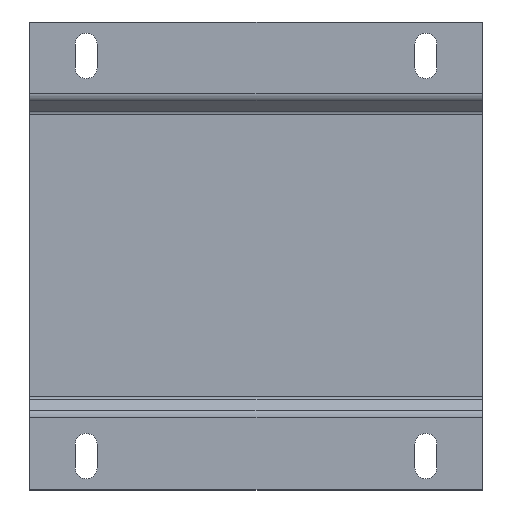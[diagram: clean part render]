
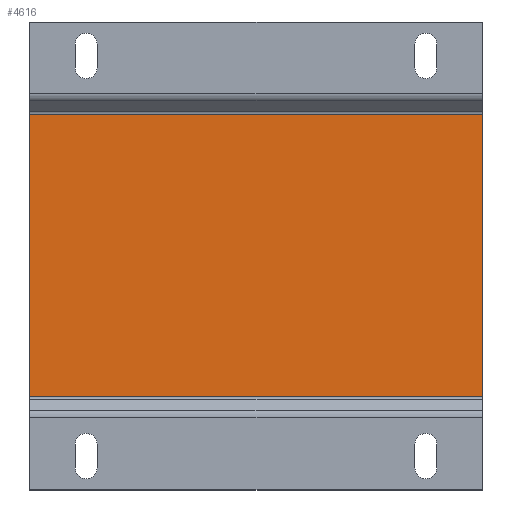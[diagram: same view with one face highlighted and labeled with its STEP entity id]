
A CAD part, front view. The second image highlights one B-rep face of the part: STEP entity #4616.
In plain terms, the highlighted planar face has unit normal (0, -1, 0).
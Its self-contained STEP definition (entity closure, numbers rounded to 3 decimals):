
#120 = CARTESIAN_POINT ( 'NONE',  ( -60., -51.5, -37.234 ) ) ;
#179 = CARTESIAN_POINT ( 'NONE',  ( 0., -51.5, 37.594 ) ) ;
#305 = DIRECTION ( 'NONE',  ( -1., 0., 0. ) ) ;
#354 = EDGE_CURVE ( 'Defeature ausgef�hrt1_91+Defeature ausgef�hrt1_92+Defeature ausgef�hrt1_97+Defeature ausgef�hrt1_110', #2876, #8443, #893, .T. ) ;
#365 = LINE ( 'NONE', #5422, #4091 ) ;
#802 = VERTEX_POINT ( 'NONE', #2243 ) ;
#893 = LINE ( 'NONE', #7428, #3050 ) ;
#1443 = EDGE_LOOP ( 'NONE', ( #8421, #4298, #9212, #7944 ) ) ;
#1799 = PLANE ( 'NONE',  #2964 ) ;
#2243 = CARTESIAN_POINT ( 'NONE',  ( -60., -51.5, 37.594 ) ) ;
#2287 = LINE ( 'NONE', #3445, #9208 ) ;
#2507 = DIRECTION ( 'NONE',  ( 0., 0., 1. ) ) ;
#2517 = LINE ( 'NONE', #179, #5134 ) ;
#2876 = VERTEX_POINT ( 'NONE', #4551 ) ;
#2964 = AXIS2_PLACEMENT_3D ( 'NONE', #6099, #8392, #2507 ) ;
#3050 = VECTOR ( 'NONE', #3066, 1000. ) ;
#3066 = DIRECTION ( 'NONE',  ( 0., 0., -1. ) ) ;
#3218 = FACE_OUTER_BOUND ( 'NONE', #1443, .T. ) ;
#3394 = CARTESIAN_POINT ( 'NONE',  ( 60., -51.5, -37.234 ) ) ;
#3445 = CARTESIAN_POINT ( 'NONE',  ( 0., -51.5, -37.234 ) ) ;
#4091 = VECTOR ( 'NONE', #9132, 1000. ) ;
#4177 = VERTEX_POINT ( 'NONE', #120 ) ;
#4298 = ORIENTED_EDGE ( 'NONE', *, *, #354, .F. ) ;
#4551 = CARTESIAN_POINT ( 'NONE',  ( 60., -51.5, 37.594 ) ) ;
#4616 = ADVANCED_FACE ( 'Defeature ausgef�hrt1_92', ( #3218 ), #1799, .F. ) ;
#5134 = VECTOR ( 'NONE', #305, 1000. ) ;
#5338 = EDGE_CURVE ( 'Defeature ausgef�hrt1_89+Defeature ausgef�hrt1_92+Defeature ausgef�hrt1_111+Defeature ausgef�hrt1_98', #4177, #802, #365, .T. ) ;
#5422 = CARTESIAN_POINT ( 'NONE',  ( -60., -51.5, -62. ) ) ;
#6099 = CARTESIAN_POINT ( 'NONE',  ( 0., -51.5, 0. ) ) ;
#7428 = CARTESIAN_POINT ( 'NONE',  ( 60., -51.5, -62. ) ) ;
#7944 = ORIENTED_EDGE ( 'NONE', *, *, #5338, .F. ) ;
#8247 = EDGE_CURVE ( 'Defeature ausgef�hrt1_92+Defeature ausgef�hrt1_99+Defeature ausgef�hrt1_91+Defeature ausgef�hrt1_89', #2876, #802, #2517, .T. ) ;
#8392 = DIRECTION ( 'NONE',  ( 0., 1., 0. ) ) ;
#8421 = ORIENTED_EDGE ( 'NONE', *, *, #9042, .F. ) ;
#8443 = VERTEX_POINT ( 'NONE', #3394 ) ;
#8500 = DIRECTION ( 'NONE',  ( -1., 0., 0. ) ) ;
#9042 = EDGE_CURVE ( 'Defeature ausgef�hrt1_112+Defeature ausgef�hrt1_92+Defeature ausgef�hrt1_110+Defeature ausgef�hrt1_111', #8443, #4177, #2287, .T. ) ;
#9132 = DIRECTION ( 'NONE',  ( 0., 0., 1. ) ) ;
#9208 = VECTOR ( 'NONE', #8500, 1000. ) ;
#9212 = ORIENTED_EDGE ( 'NONE', *, *, #8247, .T. ) ;
